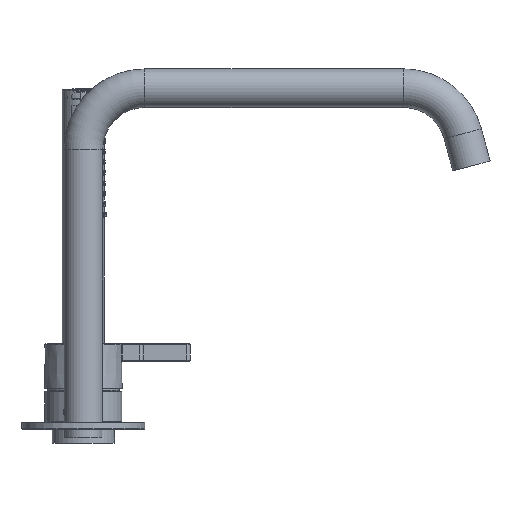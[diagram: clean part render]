
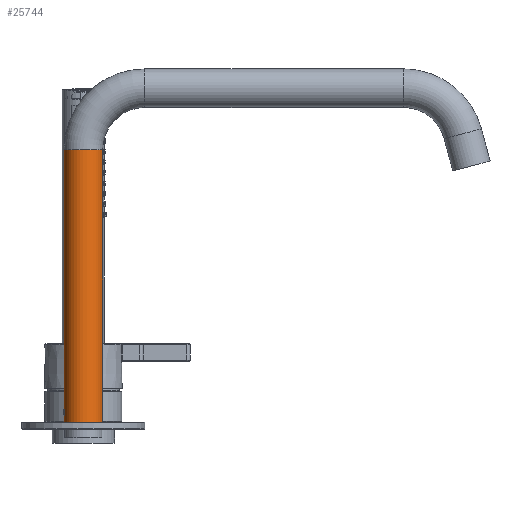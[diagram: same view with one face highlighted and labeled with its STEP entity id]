
A CAD part, front view. The second image highlights one B-rep face of the part: STEP entity #25744.
In plain terms, the highlighted cylindrical face has radius 11 mm (diameter 22 mm), a full revolution.
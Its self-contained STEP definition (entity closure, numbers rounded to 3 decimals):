
#422=B_SPLINE_CURVE_WITH_KNOTS('',3,(#35440,#35441,#35442,#35443,#35444,
#35445,#35446,#35447,#35448,#35449,#35450),.UNSPECIFIED.,.T.,.F.,(1,1,1,
1,1,1,1,1,1,1,1,1,1,1,1),(-0.005,-0.003,-0.002,
0.,0.002,0.003,0.005,0.007,
0.008,0.01,0.012,0.013,
0.015,0.016,0.018),.UNSPECIFIED.);
#4212=CYLINDRICAL_SURFACE('',#27312,11.);
#4674=ORIENTED_EDGE('',*,*,#11127,.F.);
#4675=ORIENTED_EDGE('',*,*,#11128,.T.);
#4676=ORIENTED_EDGE('',*,*,#11129,.T.);
#11127=EDGE_CURVE('',#14378,#14378,#422,.T.);
#11128=EDGE_CURVE('',#14379,#14379,#16617,.T.);
#11129=EDGE_CURVE('',#14380,#14380,#16618,.F.);
#14378=VERTEX_POINT('',#35451);
#14379=VERTEX_POINT('',#35453);
#14380=VERTEX_POINT('',#35455);
#16617=CIRCLE('',#27313,11.);
#16618=CIRCLE('',#27314,11.);
#17691=EDGE_LOOP('',(#4674));
#17692=EDGE_LOOP('',(#4675));
#17693=EDGE_LOOP('',(#4676));
#19746=FACE_BOUND('',#17691,.T.);
#19747=FACE_BOUND('',#17692,.T.);
#19748=FACE_BOUND('',#17693,.T.);
#25744=ADVANCED_FACE('',(#19746,#19747,#19748),#4212,.T.);
#27312=AXIS2_PLACEMENT_3D('',#35439,#29688,#29689);
#27313=AXIS2_PLACEMENT_3D('',#35452,#29690,#29691);
#27314=AXIS2_PLACEMENT_3D('',#35454,#29692,#29693);
#29688=DIRECTION('',(0.,1.,0.));
#29689=DIRECTION('',(0.,0.,1.));
#29690=DIRECTION('',(0.,1.,0.));
#29691=DIRECTION('',(0.,0.,1.));
#29692=DIRECTION('',(0.,1.,0.));
#29693=DIRECTION('',(0.,0.,1.));
#35439=CARTESIAN_POINT('',(0.,0.,0.));
#35440=CARTESIAN_POINT('',(-10.9,4.853,1.644));
#35441=CARTESIAN_POINT('',(-10.747,6.5,2.328));
#35442=CARTESIAN_POINT('',(-10.9,8.146,1.645));
#35443=CARTESIAN_POINT('',(-11.05,8.827,0.002));
#35444=CARTESIAN_POINT('',(-10.9,8.146,-1.646));
#35445=CARTESIAN_POINT('',(-10.747,6.501,-2.327));
#35446=CARTESIAN_POINT('',(-10.899,4.856,-1.647));
#35447=CARTESIAN_POINT('',(-11.05,4.173,-0.002));
#35448=CARTESIAN_POINT('',(-10.9,4.853,1.644));
#35449=CARTESIAN_POINT('',(-10.747,6.5,2.328));
#35450=CARTESIAN_POINT('',(-10.9,8.146,1.645));
#35451=CARTESIAN_POINT('',(-10.798,6.5,2.1));
#35452=CARTESIAN_POINT('',(0.,0.,0.));
#35453=CARTESIAN_POINT('',(0.,0.,11.));
#35454=CARTESIAN_POINT('',(0.,156.095,0.));
#35455=CARTESIAN_POINT('',(0.,156.095,11.));
